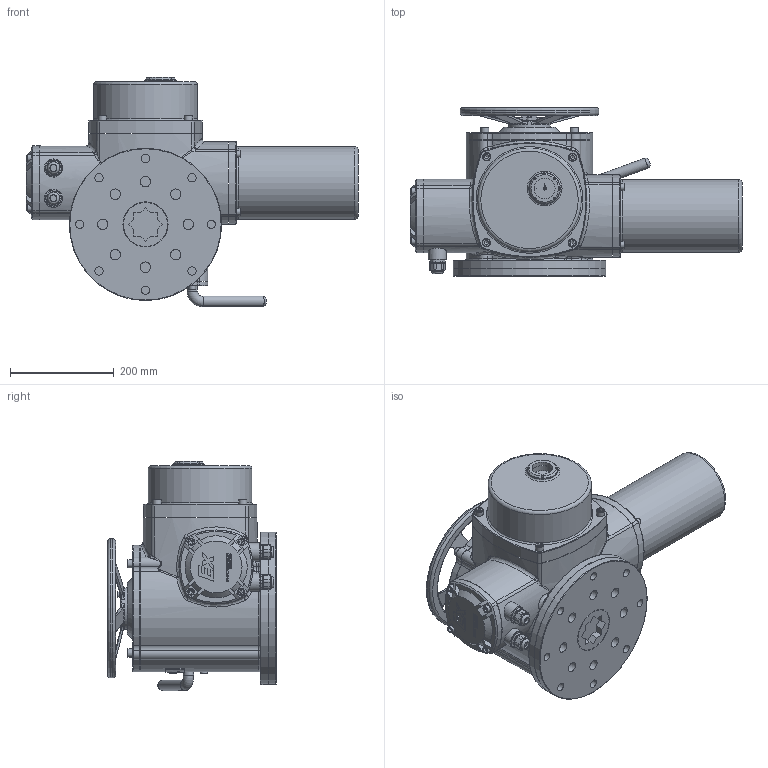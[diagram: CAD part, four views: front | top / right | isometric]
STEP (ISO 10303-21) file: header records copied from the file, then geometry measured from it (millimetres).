
FILE_DESCRIPTION(/* description */ (''),/* implementation_level */ '2;1');
FILE_NAME(/* name */ 'MT-N-060EM_3D_STEP.stp',/* time_stamp */ '2025-12-25T12:33:58+03:00',/* author */ ('igorr'),/* organization */ (''),/* preprocessor_version */ 'ST-DEVELOPER v20',/* originating_system */ 'Autodesk Inventor 2025',/* authorisation */ '');
FILE_SCHEMA (('AUTOMOTIVE_DESIGN { 1 0 10303 214 3 1 1 }'));
Products named in the file (9): Сборка1; Деталь1; Деталь2; Деталь1_1; AS 1420 - 1973 - M6 x 10; AS 1420 - 1973 - M8 x 16; AS 1427 - M2,5 x 4; AS 1420 - 1973 - M10 x 16; AS 1420 - 1973 - M10 x 20
Assembly tree (32 placements, depth 2):
  Сборка1
    Деталь1
    Деталь2
    Деталь1_1  x2
    AS 1420 - 1973 - M6 x 10  x5
    AS 1420 - 1973 - M8 x 16  x10
    AS 1427 - M2,5 x 4  x5
    AS 1420 - 1973 - M10 x 16  x4
    AS 1420 - 1973 - M10 x 20  x4
Bounding box: 640.5 x 325 x 442 mm (x, y, z)
Volume: 27744836.3 mm3; surface area: 1188821.3 mm2
Topology: 33 solids, 33 shells, 2193 faces, 5659 edges, 3693 vertices
Faces by surface type: plane 1013, bspline 510, cylinder 375, torus 162, cone 126, sphere 7
Full cylindrical faces by diameter (mm): 2.224 x5, 2.5 x5, 3 x1, 6 x6, 7 x5, 8 x10, 9 x2, 10 x13, 12.926 x2, 13 x10, 16 x16, 20 x10, 22.755 x2, 25.825 x2, 32.618 x1, 35 x2, 38 x1, 40 x2, 40.456 x1, 42 x1, 50 x1, 60.335 x1, 76.454 x1, 80 x1, 84.941 x1, 85 x1, 87 x1, 140 x1, 200 x1, 228 x1
Entity records: 73908 total; most frequent: CARTESIAN_POINT 31293, ORIENTED_EDGE 9112, DIRECTION 7248, EDGE_CURVE 4556, VERTEX_POINT 2972, AXIS2_PLACEMENT_3D 2544, LINE 2160, VECTOR 2160
